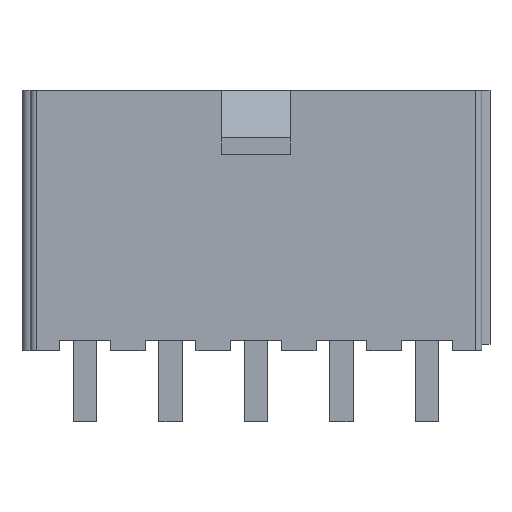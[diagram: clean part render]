
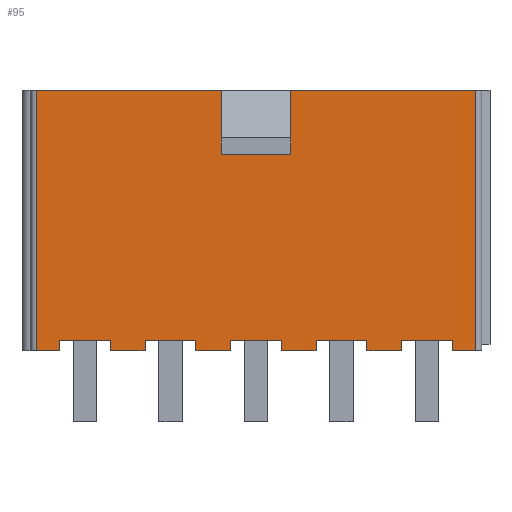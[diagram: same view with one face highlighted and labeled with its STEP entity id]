
A CAD part, top view. The second image highlights one B-rep face of the part: STEP entity #95.
In plain terms, the highlighted planar face has unit normal (0, 0, 1).
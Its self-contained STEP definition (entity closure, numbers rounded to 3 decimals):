
#95=ADVANCED_FACE('',(#389),#390,.T.);
#389=FACE_OUTER_BOUND('',#963,.T.);
#390=PLANE('',#964);
#963=EDGE_LOOP('',(#1610,#1611,#1612,#1613,#1614,#1615,#1616,#1617,#1618,#1619,#1620,#1621,#1622,#1623,#1624,#1625,#1626,#1627,#1628,#1629,#1630,#1631,#1632,#1633,#1634,#1635,#1636,#1637));
#964=AXIS2_PLACEMENT_3D('',#1638,#1639,#1640);
#1610=ORIENTED_EDGE('',*,*,#3749,.T.);
#1611=ORIENTED_EDGE('',*,*,#3750,.T.);
#1612=ORIENTED_EDGE('',*,*,#3751,.T.);
#1613=ORIENTED_EDGE('',*,*,#3752,.F.);
#1614=ORIENTED_EDGE('',*,*,#3753,.T.);
#1615=ORIENTED_EDGE('',*,*,#3754,.F.);
#1616=ORIENTED_EDGE('',*,*,#3736,.F.);
#1617=ORIENTED_EDGE('',*,*,#3755,.T.);
#1618=ORIENTED_EDGE('',*,*,#3756,.T.);
#1619=ORIENTED_EDGE('',*,*,#3757,.F.);
#1620=ORIENTED_EDGE('',*,*,#3714,.F.);
#1621=ORIENTED_EDGE('',*,*,#3748,.T.);
#1622=ORIENTED_EDGE('',*,*,#3758,.T.);
#1623=ORIENTED_EDGE('',*,*,#3759,.F.);
#1624=ORIENTED_EDGE('',*,*,#3718,.F.);
#1625=ORIENTED_EDGE('',*,*,#3760,.T.);
#1626=ORIENTED_EDGE('',*,*,#3761,.T.);
#1627=ORIENTED_EDGE('',*,*,#3762,.F.);
#1628=ORIENTED_EDGE('',*,*,#3722,.F.);
#1629=ORIENTED_EDGE('',*,*,#3763,.T.);
#1630=ORIENTED_EDGE('',*,*,#3764,.T.);
#1631=ORIENTED_EDGE('',*,*,#3765,.F.);
#1632=ORIENTED_EDGE('',*,*,#3726,.F.);
#1633=ORIENTED_EDGE('',*,*,#3766,.T.);
#1634=ORIENTED_EDGE('',*,*,#3767,.T.);
#1635=ORIENTED_EDGE('',*,*,#3768,.F.);
#1636=ORIENTED_EDGE('',*,*,#3730,.F.);
#1637=ORIENTED_EDGE('',*,*,#3712,.F.);
#1638=CARTESIAN_POINT('',(11.1,0.0,4.8));
#1639=DIRECTION('',(0.0,0.0,1.0));
#1640=DIRECTION('',(1.0,-0.0,0.0));
#3712=EDGE_CURVE('',#4476,#4478,#4479,.T.);
#3714=EDGE_CURVE('',#4481,#4482,#4483,.T.);
#3718=EDGE_CURVE('',#4489,#4490,#4491,.T.);
#3722=EDGE_CURVE('',#4497,#4498,#4499,.T.);
#3726=EDGE_CURVE('',#4505,#4506,#4507,.T.);
#3730=EDGE_CURVE('',#4478,#4513,#4514,.T.);
#3736=EDGE_CURVE('',#4523,#4525,#4526,.T.);
#3748=EDGE_CURVE('',#4481,#4546,#4548,.T.);
#3749=EDGE_CURVE('',#4476,#4549,#4550,.T.);
#3750=EDGE_CURVE('',#4549,#4551,#4552,.T.);
#3751=EDGE_CURVE('',#4551,#4553,#4554,.T.);
#3752=EDGE_CURVE('',#4555,#4553,#4556,.T.);
#3753=EDGE_CURVE('',#4555,#4557,#4558,.T.);
#3754=EDGE_CURVE('',#4525,#4557,#4559,.T.);
#3755=EDGE_CURVE('',#4523,#4560,#4561,.T.);
#3756=EDGE_CURVE('',#4560,#4562,#4563,.T.);
#3757=EDGE_CURVE('',#4482,#4562,#4564,.T.);
#3758=EDGE_CURVE('',#4546,#4565,#4566,.T.);
#3759=EDGE_CURVE('',#4490,#4565,#4567,.T.);
#3760=EDGE_CURVE('',#4489,#4568,#4569,.T.);
#3761=EDGE_CURVE('',#4568,#4570,#4571,.T.);
#3762=EDGE_CURVE('',#4498,#4570,#4572,.T.);
#3763=EDGE_CURVE('',#4497,#4573,#4574,.T.);
#3764=EDGE_CURVE('',#4573,#4575,#4576,.T.);
#3765=EDGE_CURVE('',#4506,#4575,#4577,.T.);
#3766=EDGE_CURVE('',#4505,#4578,#4579,.T.);
#3767=EDGE_CURVE('',#4578,#4580,#4581,.T.);
#3768=EDGE_CURVE('',#4513,#4580,#4582,.T.);
#4476=VERTEX_POINT('',#5634);
#4478=VERTEX_POINT('',#5636);
#4479=LINE('',#5637,#5638);
#4481=VERTEX_POINT('',#5640);
#4482=VERTEX_POINT('',#5641);
#4483=LINE('',#5642,#5643);
#4489=VERTEX_POINT('',#5652);
#4490=VERTEX_POINT('',#5653);
#4491=LINE('',#5654,#5655);
#4497=VERTEX_POINT('',#5664);
#4498=VERTEX_POINT('',#5665);
#4499=LINE('',#5666,#5667);
#4505=VERTEX_POINT('',#5676);
#4506=VERTEX_POINT('',#5677);
#4507=LINE('',#5678,#5679);
#4513=VERTEX_POINT('',#5688);
#4514=LINE('',#5689,#5690);
#4523=VERTEX_POINT('',#5703);
#4525=VERTEX_POINT('',#5706);
#4526=LINE('',#5707,#5708);
#4546=VERTEX_POINT('',#5737);
#4548=LINE('',#5740,#5741);
#4549=VERTEX_POINT('',#5742);
#4550=LINE('',#5743,#5744);
#4551=VERTEX_POINT('',#5745);
#4552=LINE('',#5746,#5747);
#4553=VERTEX_POINT('',#5748);
#4554=LINE('',#5749,#5750);
#4555=VERTEX_POINT('',#5751);
#4556=LINE('',#5752,#5753);
#4557=VERTEX_POINT('',#5754);
#4558=LINE('',#5755,#5756);
#4559=LINE('',#5757,#5758);
#4560=VERTEX_POINT('',#5759);
#4561=LINE('',#5760,#5761);
#4562=VERTEX_POINT('',#5762);
#4563=LINE('',#5763,#5764);
#4564=LINE('',#5765,#5766);
#4565=VERTEX_POINT('',#5767);
#4566=LINE('',#5768,#5769);
#4567=LINE('',#5770,#5771);
#4568=VERTEX_POINT('',#5772);
#4569=LINE('',#5773,#5774);
#4570=VERTEX_POINT('',#5775);
#4571=LINE('',#5776,#5777);
#4572=LINE('',#5778,#5779);
#4573=VERTEX_POINT('',#5780);
#4574=LINE('',#5781,#5782);
#4575=VERTEX_POINT('',#5783);
#4576=LINE('',#5784,#5785);
#4577=LINE('',#5786,#5787);
#4578=VERTEX_POINT('',#5788);
#4579=LINE('',#5789,#5790);
#4580=VERTEX_POINT('',#5791);
#4581=LINE('',#5792,#5793);
#4582=LINE('',#5794,#5795);
#5634=CARTESIAN_POINT('',(10.8,12.8,4.8));
#5636=CARTESIAN_POINT('',(10.8,0.0,4.8));
#5637=CARTESIAN_POINT('',(10.8,12.8,4.8));
#5638=VECTOR('',#7416,12.8);
#5640=CARTESIAN_POINT('',(-5.45,0.0,4.8));
#5641=CARTESIAN_POINT('',(-7.15,0.0,4.8));
#5642=CARTESIAN_POINT('',(-5.45,0.0,4.8));
#5643=VECTOR('',#7420,1.7);
#5652=CARTESIAN_POINT('',(-1.25,0.0,4.8));
#5653=CARTESIAN_POINT('',(-2.95,0.0,4.8));
#5654=CARTESIAN_POINT('',(-1.25,0.0,4.8));
#5655=VECTOR('',#7424,1.7);
#5664=CARTESIAN_POINT('',(2.95,0.0,4.8));
#5665=CARTESIAN_POINT('',(1.25,0.0,4.8));
#5666=CARTESIAN_POINT('',(2.95,0.0,4.8));
#5667=VECTOR('',#7428,1.7);
#5676=CARTESIAN_POINT('',(7.15,0.0,4.8));
#5677=CARTESIAN_POINT('',(5.45,0.0,4.8));
#5678=CARTESIAN_POINT('',(7.15,0.0,4.8));
#5679=VECTOR('',#7432,1.7);
#5688=CARTESIAN_POINT('',(9.65,0.0,4.8));
#5689=CARTESIAN_POINT('',(10.8,0.0,4.8));
#5690=VECTOR('',#7436,1.15);
#5703=CARTESIAN_POINT('',(-9.65,0.0,4.8));
#5706=CARTESIAN_POINT('',(-10.8,0.0,4.8));
#5707=CARTESIAN_POINT('',(-9.65,0.0,4.8));
#5708=VECTOR('',#7442,1.15);
#5737=CARTESIAN_POINT('',(-5.45,0.5,4.8));
#5740=CARTESIAN_POINT('',(-5.45,0.0,4.8));
#5741=VECTOR('',#7456,0.5);
#5742=CARTESIAN_POINT('',(1.7,12.8,4.8));
#5743=CARTESIAN_POINT('',(10.8,12.8,4.8));
#5744=VECTOR('',#7457,9.1);
#5745=CARTESIAN_POINT('',(1.7,9.75,4.8));
#5746=CARTESIAN_POINT('',(1.7,12.8,4.8));
#5747=VECTOR('',#7458,3.05);
#5748=CARTESIAN_POINT('',(-1.7,9.75,4.8));
#5749=CARTESIAN_POINT('',(1.7,9.75,4.8));
#5750=VECTOR('',#7459,3.4);
#5751=CARTESIAN_POINT('',(-1.7,12.8,4.8));
#5752=CARTESIAN_POINT('',(-1.7,12.8,4.8));
#5753=VECTOR('',#7460,3.05);
#5754=CARTESIAN_POINT('',(-10.8,12.8,4.8));
#5755=CARTESIAN_POINT('',(-1.7,12.8,4.8));
#5756=VECTOR('',#7461,9.1);
#5757=CARTESIAN_POINT('',(-10.8,0.0,4.8));
#5758=VECTOR('',#7462,12.8);
#5759=CARTESIAN_POINT('',(-9.65,0.5,4.8));
#5760=CARTESIAN_POINT('',(-9.65,0.0,4.8));
#5761=VECTOR('',#7463,0.5);
#5762=CARTESIAN_POINT('',(-7.15,0.5,4.8));
#5763=CARTESIAN_POINT('',(-9.65,0.5,4.8));
#5764=VECTOR('',#7464,2.5);
#5765=CARTESIAN_POINT('',(-7.15,0.0,4.8));
#5766=VECTOR('',#7465,0.5);
#5767=CARTESIAN_POINT('',(-2.95,0.5,4.8));
#5768=CARTESIAN_POINT('',(-5.45,0.5,4.8));
#5769=VECTOR('',#7466,2.5);
#5770=CARTESIAN_POINT('',(-2.95,0.0,4.8));
#5771=VECTOR('',#7467,0.5);
#5772=CARTESIAN_POINT('',(-1.25,0.5,4.8));
#5773=CARTESIAN_POINT('',(-1.25,0.0,4.8));
#5774=VECTOR('',#7468,0.5);
#5775=CARTESIAN_POINT('',(1.25,0.5,4.8));
#5776=CARTESIAN_POINT('',(-1.25,0.5,4.8));
#5777=VECTOR('',#7469,2.5);
#5778=CARTESIAN_POINT('',(1.25,0.0,4.8));
#5779=VECTOR('',#7470,0.5);
#5780=CARTESIAN_POINT('',(2.95,0.5,4.8));
#5781=CARTESIAN_POINT('',(2.95,0.0,4.8));
#5782=VECTOR('',#7471,0.5);
#5783=CARTESIAN_POINT('',(5.45,0.5,4.8));
#5784=CARTESIAN_POINT('',(2.95,0.5,4.8));
#5785=VECTOR('',#7472,2.5);
#5786=CARTESIAN_POINT('',(5.45,0.0,4.8));
#5787=VECTOR('',#7473,0.5);
#5788=CARTESIAN_POINT('',(7.15,0.5,4.8));
#5789=CARTESIAN_POINT('',(7.15,0.0,4.8));
#5790=VECTOR('',#7474,0.5);
#5791=CARTESIAN_POINT('',(9.65,0.5,4.8));
#5792=CARTESIAN_POINT('',(7.15,0.5,4.8));
#5793=VECTOR('',#7475,2.5);
#5794=CARTESIAN_POINT('',(9.65,0.0,4.8));
#5795=VECTOR('',#7476,0.5);
#7416=DIRECTION('',(0.0,-1.0,0.0));
#7420=DIRECTION('',(-1.0,0.0,0.0));
#7424=DIRECTION('',(-1.0,0.0,0.0));
#7428=DIRECTION('',(-1.0,0.0,0.0));
#7432=DIRECTION('',(-1.0,0.0,0.0));
#7436=DIRECTION('',(-1.0,0.0,0.0));
#7442=DIRECTION('',(-1.0,0.0,0.0));
#7456=DIRECTION('',(0.0,1.0,0.0));
#7457=DIRECTION('',(-1.0,0.0,0.0));
#7458=DIRECTION('',(0.0,-1.0,0.0));
#7459=DIRECTION('',(-1.0,0.0,0.0));
#7460=DIRECTION('',(0.0,-1.0,0.0));
#7461=DIRECTION('',(-1.0,0.0,0.0));
#7462=DIRECTION('',(0.0,1.0,0.0));
#7463=DIRECTION('',(0.0,1.0,0.0));
#7464=DIRECTION('',(1.0,0.0,0.0));
#7465=DIRECTION('',(0.0,1.0,0.0));
#7466=DIRECTION('',(1.0,0.0,0.0));
#7467=DIRECTION('',(0.0,1.0,0.0));
#7468=DIRECTION('',(0.0,1.0,0.0));
#7469=DIRECTION('',(1.0,0.0,0.0));
#7470=DIRECTION('',(0.0,1.0,0.0));
#7471=DIRECTION('',(0.0,1.0,0.0));
#7472=DIRECTION('',(1.0,0.0,0.0));
#7473=DIRECTION('',(0.0,1.0,0.0));
#7474=DIRECTION('',(0.0,1.0,0.0));
#7475=DIRECTION('',(1.0,0.0,0.0));
#7476=DIRECTION('',(0.0,1.0,0.0));
